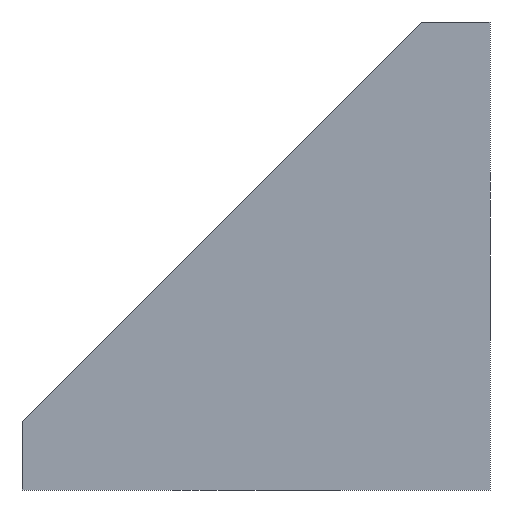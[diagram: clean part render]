
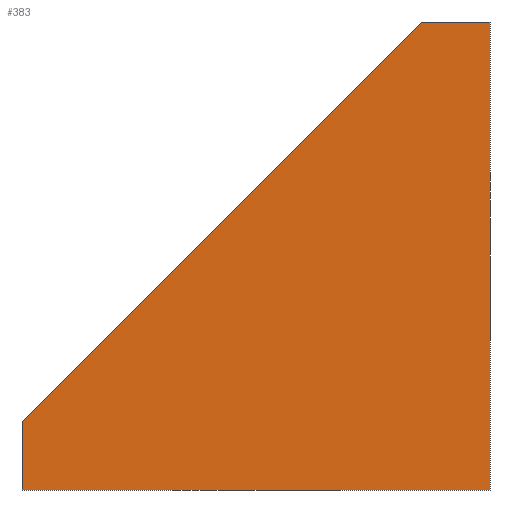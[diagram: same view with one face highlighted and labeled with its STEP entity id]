
A CAD part, left-side view. The second image highlights one B-rep face of the part: STEP entity #383.
In plain terms, the highlighted planar face has unit normal (-1, 0, 0).
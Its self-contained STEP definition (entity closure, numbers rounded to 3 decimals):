
#33=FACE_OUTER_BOUND('',#53,.T.);
#53=EDGE_LOOP('',(#270,#271,#272,#273,#274));
#78=LINE('',#557,#124);
#87=LINE('',#575,#133);
#88=LINE('',#577,#134);
#89=LINE('',#579,#135);
#90=LINE('',#580,#136);
#124=VECTOR('',#450,1000.);
#133=VECTOR('',#463,10.);
#134=VECTOR('',#464,1000.);
#135=VECTOR('',#465,1000.);
#136=VECTOR('',#466,1000.);
#170=VERTEX_POINT('',#554);
#171=VERTEX_POINT('',#556);
#178=VERTEX_POINT('',#574);
#179=VERTEX_POINT('',#576);
#180=VERTEX_POINT('',#578);
#206=EDGE_CURVE('',#171,#170,#78,.T.);
#215=EDGE_CURVE('',#171,#178,#87,.T.);
#216=EDGE_CURVE('',#170,#179,#88,.T.);
#217=EDGE_CURVE('',#180,#179,#89,.T.);
#218=EDGE_CURVE('',#178,#180,#90,.T.);
#270=ORIENTED_EDGE('',*,*,#215,.F.);
#271=ORIENTED_EDGE('',*,*,#206,.T.);
#272=ORIENTED_EDGE('',*,*,#216,.T.);
#273=ORIENTED_EDGE('',*,*,#217,.F.);
#274=ORIENTED_EDGE('',*,*,#218,.F.);
#367=PLANE('',#417);
#383=ADVANCED_FACE('',(#33),#367,.F.);
#417=AXIS2_PLACEMENT_3D('',#573,#461,#462);
#450=DIRECTION('',(0.,0.,-1.));
#461=DIRECTION('center_axis',(1.,0.,0.));
#462=DIRECTION('ref_axis',(0.,0.,-1.));
#463=DIRECTION('',(0.,-0.707,0.707));
#464=DIRECTION('',(0.,-1.,0.));
#465=DIRECTION('',(0.,0.,-1.));
#466=DIRECTION('',(0.,-1.,0.));
#554=CARTESIAN_POINT('',(0.,28.,0.));
#556=CARTESIAN_POINT('',(0.,28.,4.1));
#557=CARTESIAN_POINT('',(0.,28.,3.7));
#573=CARTESIAN_POINT('Origin',(0.,0.,3.7));
#574=CARTESIAN_POINT('',(0.,4.1,28.));
#575=CARTESIAN_POINT('',(0.,9.55,22.55));
#576=CARTESIAN_POINT('',(0.,0.,0.));
#577=CARTESIAN_POINT('',(0.,0.,0.));
#578=CARTESIAN_POINT('',(0.,0.,28.));
#579=CARTESIAN_POINT('',(0.,0.,3.7));
#580=CARTESIAN_POINT('',(0.,0.,28.));
